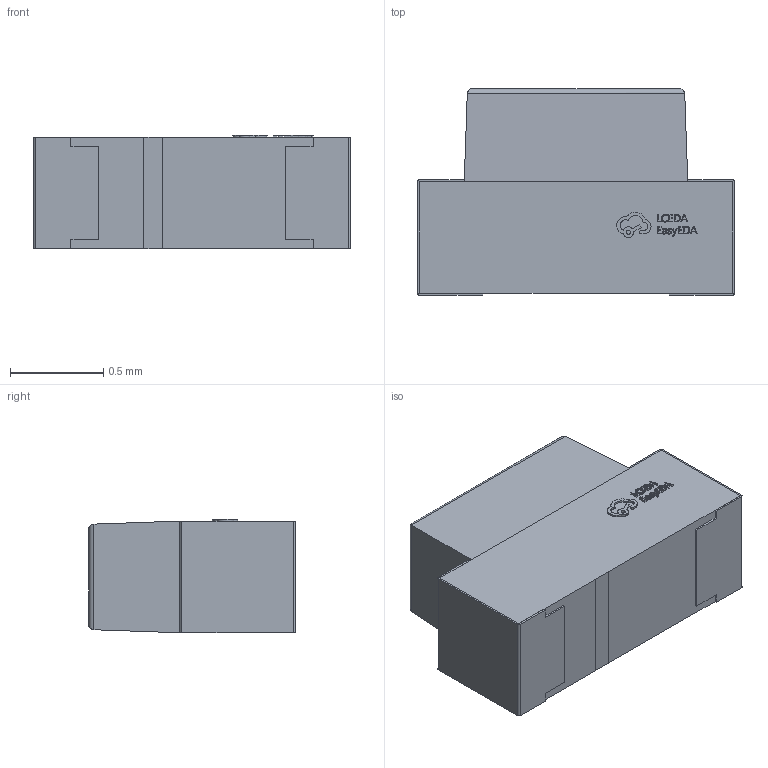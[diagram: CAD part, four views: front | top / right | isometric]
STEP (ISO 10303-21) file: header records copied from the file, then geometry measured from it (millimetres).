
FILE_DESCRIPTION (( 'STEP AP214' ), '1' );
FILE_NAME ('LED-SMD_L1.7-W1.1-R-RD_BULE.STEP', '2022-12-31T12:56:56', ( '微软用户' ), ( '微软中国' ), 'SwSTEP 2.0', 'SolidWorks 2020', '' );
FILE_SCHEMA (( 'AUTOMOTIVE_DESIGN' ));
Length unit declared in the file: millimetre
Products named in the file (1): LED-SMD_L1.7-W1.1-R-RD_BULE
Bounding box: 1.7 x 1.11 x 0.61 mm (x, y, z)
Volume: 1 mm3; surface area: 9.4 mm2
Topology: 5 solids, 5 shells, 282 faces, 751 edges, 498 vertices
Faces by surface type: plane 176, bspline 98, cylinder 8
Entity records: 12363 total; most frequent: CARTESIAN_POINT 2850, ORIENTED_EDGE 1502, DIRECTION 925, EDGE_CURVE 751, LINE 539, VECTOR 539, VERTEX_POINT 498, EDGE_LOOP 301
